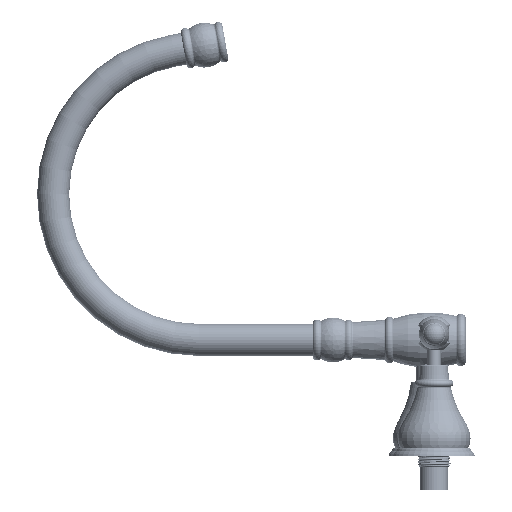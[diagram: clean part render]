
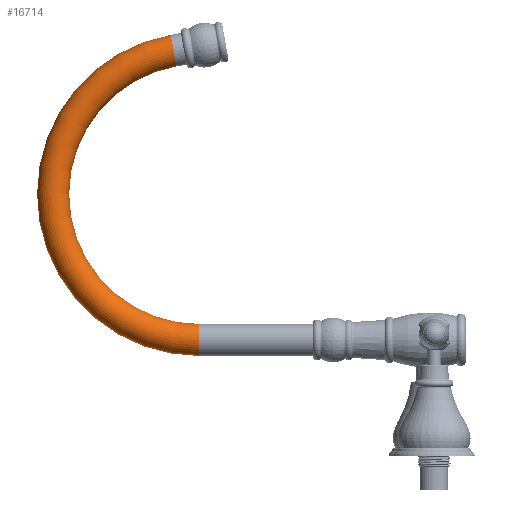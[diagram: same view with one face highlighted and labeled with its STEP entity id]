
A CAD part, left-side view. The second image highlights one B-rep face of the part: STEP entity #16714.
In plain terms, the highlighted toroidal (fillet/blend) face has major radius 100 mm and minor radius 11 mm.
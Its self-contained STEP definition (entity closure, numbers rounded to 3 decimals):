
#1549 = DIRECTION ( 'NONE',  ( 0., 0., 1. ) ) ;
#6645 = VERTEX_POINT ( 'NONE', #19160 ) ;
#8762 = AXIS2_PLACEMENT_3D ( 'NONE', #81217, #54603, #13621 ) ;
#10736 = CARTESIAN_POINT ( 'NONE',  ( 0., 80., 11. ) ) ;
#13558 = TOROIDAL_SURFACE ( 'NONE', #31693, 100., 11. ) ;
#13621 = DIRECTION ( 'NONE',  ( -1., 0., 0. ) ) ;
#13854 = CIRCLE ( 'NONE', #75096, 111. ) ;
#14694 = DIRECTION ( 'NONE',  ( 0.174, -0.985, 0. ) ) ;
#16714 = ADVANCED_FACE ( 'NONE', ( #52372 ), #13558, .T. ) ;
#17662 = CARTESIAN_POINT ( 'NONE',  ( 0., 80., 0. ) ) ;
#18782 = VERTEX_POINT ( 'NONE', #34577 ) ;
#19103 = CARTESIAN_POINT ( 'NONE',  ( 0., 80., 0. ) ) ;
#19160 = CARTESIAN_POINT ( 'NONE',  ( 209.314, 99.275, 0. ) ) ;
#22084 = EDGE_CURVE ( 'NONE', #6645, #36032, #67122, .T. ) ;
#22625 = CIRCLE ( 'NONE', #65794, 11. ) ;
#23157 = ORIENTED_EDGE ( 'NONE', *, *, #51106, .T. ) ;
#25795 = DIRECTION ( 'NONE',  ( -1., 0., 0. ) ) ;
#26947 = VERTEX_POINT ( 'NONE', #10736 ) ;
#28793 = CIRCLE ( 'NONE', #39954, 11. ) ;
#30379 = EDGE_CURVE ( 'NONE', #32489, #6645, #13854, .T. ) ;
#31693 = AXIS2_PLACEMENT_3D ( 'NONE', #59764, #40158, #25795 ) ;
#32489 = VERTEX_POINT ( 'NONE', #65545 ) ;
#33256 = ORIENTED_EDGE ( 'NONE', *, *, #22084, .F. ) ;
#34577 = CARTESIAN_POINT ( 'NONE',  ( 11., 80., 0. ) ) ;
#36032 = VERTEX_POINT ( 'NONE', #60637 ) ;
#38564 = ORIENTED_EDGE ( 'NONE', *, *, #62022, .T. ) ;
#39184 = DIRECTION ( 'NONE',  ( 0., 0., 1. ) ) ;
#39954 = AXIS2_PLACEMENT_3D ( 'NONE', #19103, #72322, #39184 ) ;
#40158 = DIRECTION ( 'NONE',  ( 0., 0., -1. ) ) ;
#41459 = EDGE_LOOP ( 'NONE', ( #53760, #43546, #38564, #23157, #33256 ) ) ;
#43546 = ORIENTED_EDGE ( 'NONE', *, *, #48636, .T. ) ;
#48636 = EDGE_CURVE ( 'NONE', #32489, #26947, #22625, .T. ) ;
#48971 = AXIS2_PLACEMENT_3D ( 'NONE', #73607, #14694, #1549 ) ;
#51106 = EDGE_CURVE ( 'NONE', #18782, #36032, #82641, .T. ) ;
#52372 = FACE_OUTER_BOUND ( 'NONE', #41459, .T. ) ;
#53760 = ORIENTED_EDGE ( 'NONE', *, *, #30379, .F. ) ;
#54603 = DIRECTION ( 'NONE',  ( 0., 0., -1. ) ) ;
#59764 = CARTESIAN_POINT ( 'NONE',  ( 100., 80., 0. ) ) ;
#60637 = CARTESIAN_POINT ( 'NONE',  ( 187.648, 95.455, 0. ) ) ;
#62022 = EDGE_CURVE ( 'NONE', #26947, #18782, #28793, .T. ) ;
#64333 = DIRECTION ( 'NONE',  ( 0., 0., 1. ) ) ;
#65545 = CARTESIAN_POINT ( 'NONE',  ( -11., 80., 0. ) ) ;
#65794 = AXIS2_PLACEMENT_3D ( 'NONE', #17662, #69577, #64333 ) ;
#67122 = CIRCLE ( 'NONE', #48971, 11. ) ;
#69577 = DIRECTION ( 'NONE',  ( 0., 1., 0. ) ) ;
#70556 = DIRECTION ( 'NONE',  ( 0., 0., -1. ) ) ;
#71417 = DIRECTION ( 'NONE',  ( -1., 0., 0. ) ) ;
#72322 = DIRECTION ( 'NONE',  ( 0., 1., 0. ) ) ;
#73607 = CARTESIAN_POINT ( 'NONE',  ( 198.481, 97.365, 0. ) ) ;
#75096 = AXIS2_PLACEMENT_3D ( 'NONE', #77089, #70556, #71417 ) ;
#77089 = CARTESIAN_POINT ( 'NONE',  ( 100., 80., 0. ) ) ;
#81217 = CARTESIAN_POINT ( 'NONE',  ( 100., 80., 0. ) ) ;
#82641 = CIRCLE ( 'NONE', #8762, 89. ) ;
